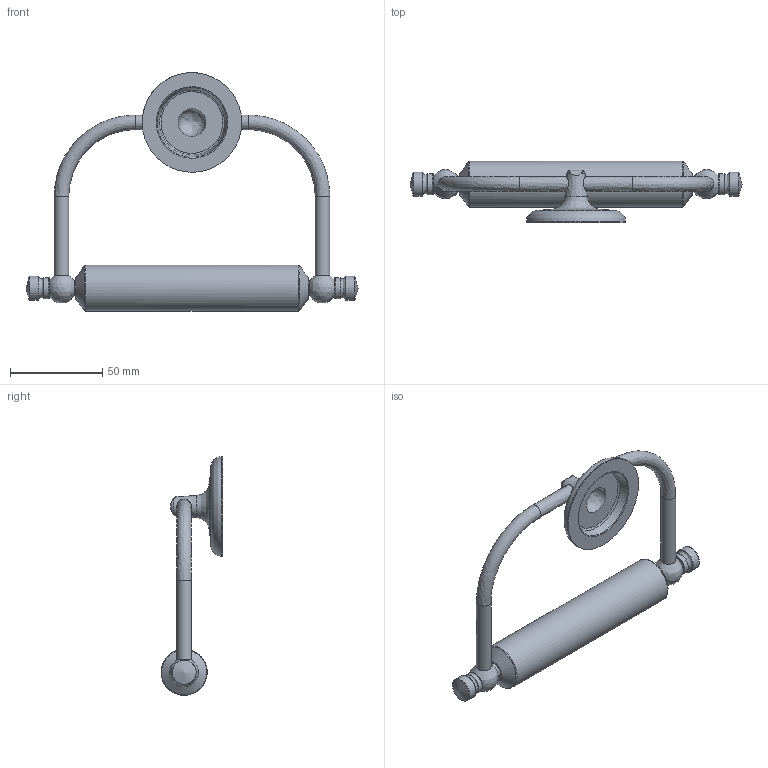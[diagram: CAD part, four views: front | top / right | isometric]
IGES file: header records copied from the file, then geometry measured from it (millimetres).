
Global section: file name: N1020; native system: Autodesk Inventor 2018; preprocessor: unknown; author: adaniels; date: 20190705.122050; units: millimetre
Bounding box: 180 x 33.48 x 129.38 mm (x, y, z)
Volume: 91368.8 mm3; surface area: 26282.2 mm2
Topology: 1 solids, 1 shells, 53 faces, 145 edges, 101 vertices
Faces by surface type: bspline 53
